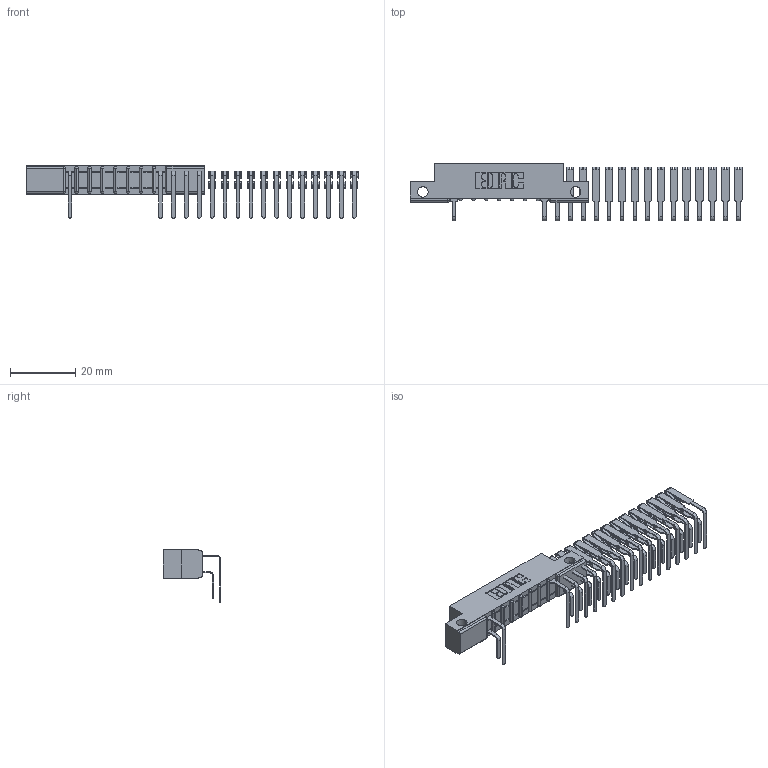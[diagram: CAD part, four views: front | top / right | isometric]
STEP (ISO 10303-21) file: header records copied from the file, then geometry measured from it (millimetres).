
FILE_DESCRIPTION (( 'STEP AP203' ), '1' );
FILE_NAME ('357-023-559-112.STEP', '2018-08-08T23:34:40', ( '' ), ( '' ), 'SwSTEP 2.0', 'SolidWorks 2016', '' );
FILE_SCHEMA (( 'CONFIG_CONTROL_DESIGN' ));
Length unit declared in the file: inch
Products named in the file (4): 307 Part_.128 Dia Side Mounting Holes; 307-290-001_558 559 - 1 (Single); 307-290-001_559 - 2 (Single); 357-023-559-112
Assembly tree (34 placements, depth 2):
  357-023-559-112
    307 Part_.128 Dia Side Mounting Holes
    307-290-001_558 559 - 1 (Single)  x16
    307-290-001_559 - 2 (Single)  x17
Bounding box: 101.79 x 17.69 x 16.08 mm (x, y, z)
Volume: 3872.5 mm3; surface area: 8104.6 mm2
Topology: 34 solids, 34 shells, 1607 faces, 4465 edges, 2906 vertices
Faces by surface type: plane 1057, cylinder 532, sphere 18
Entity records: 13299 total; most frequent: CARTESIAN_POINT 2115, DIRECTION 2103, ORIENTED_EDGE 2074, EDGE_CURVE 1037, VECTOR 779, LINE 779, VERTEX_POINT 674, AXIS2_PLACEMENT_3D 662
